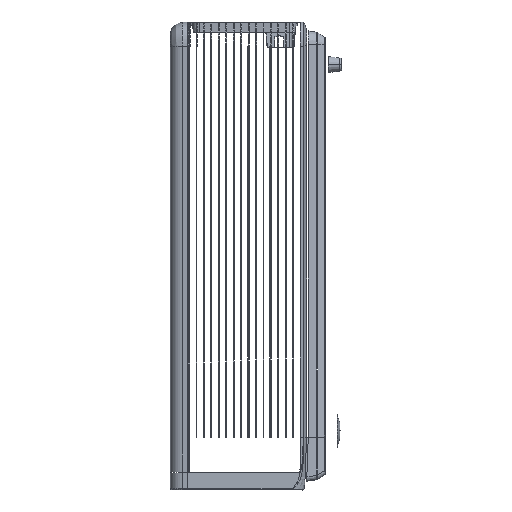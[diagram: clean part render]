
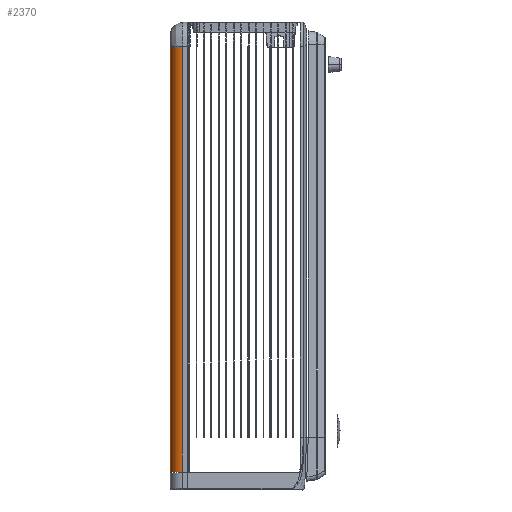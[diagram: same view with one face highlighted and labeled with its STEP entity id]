
A CAD part, left-side view. The second image highlights one B-rep face of the part: STEP entity #2370.
In plain terms, the highlighted cylindrical face has radius 12 mm (diameter 24 mm), a partial arc.
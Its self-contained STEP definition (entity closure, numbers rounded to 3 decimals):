
#147=CARTESIAN_POINT('',(-76.533,82.75,302.024));
#748=CARTESIAN_POINT('',(-88.504,71.587,302.024));
#750=CARTESIAN_POINT('',(-76.533,70.75,302.024));
#751=DIRECTION('',(0.,0.,-1.));
#752=DIRECTION('',(-0.998,0.07,0.));
#753=AXIS2_PLACEMENT_3D('',#750,#751,#752);
#755=CARTESIAN_POINT('',(-76.533,70.75,-98.1));
#756=DIRECTION('',(0.,0.,-1.));
#757=DIRECTION('',(-0.998,0.07,0.));
#758=AXIS2_PLACEMENT_3D('',#755,#756,#757);
#760=DIRECTION('',(0.,0.,1.));
#761=VECTOR('',#760,400.124);
#762=CARTESIAN_POINT('',(-76.533,82.75,-98.1));
#763=LINE('',#762,#761);
#764=DIRECTION('',(0.,0.,-1.));
#765=VECTOR('',#764,400.124);
#766=CARTESIAN_POINT('',(-88.504,71.587,302.024));
#767=LINE('',#766,#765);
#1104=VERTEX_POINT('',#147);
#1105=CARTESIAN_POINT('',(-76.533,82.75,-98.1));
#1106=VERTEX_POINT('',#1105);
#1280=CARTESIAN_POINT('',(-88.504,71.587,-98.1));
#1281=VERTEX_POINT('',#1280);
#1293=VERTEX_POINT('',#748);
#2357=CARTESIAN_POINT('',(-76.533,70.75,-969.66));
#2358=DIRECTION('',(0.,0.,1.));
#2359=DIRECTION('',(0.,1.,0.));
#2360=AXIS2_PLACEMENT_3D('',#2357,#2358,#2359);
#2361=CYLINDRICAL_SURFACE('',#2360,12.);
#2363=ORIENTED_EDGE('',*,*,#2362,.T.);
#2364=ORIENTED_EDGE('',*,*,#1576,.T.);
#2365=ORIENTED_EDGE('',*,*,#2352,.F.);
#2367=ORIENTED_EDGE('',*,*,#2366,.T.);
#2368=EDGE_LOOP('',(#2363,#2364,#2365,#2367));
#2369=FACE_OUTER_BOUND('',#2368,.F.);
#754=CIRCLE('',#753,12.);
#759=CIRCLE('',#758,12.);
#1576=EDGE_CURVE('',#1106,#1104,#763,.T.);
#2352=EDGE_CURVE('',#1293,#1104,#754,.T.);
#2362=EDGE_CURVE('',#1281,#1106,#759,.T.);
#2366=EDGE_CURVE('',#1293,#1281,#767,.T.);
#2370=ADVANCED_FACE('',(#2369),#2361,.T.);
